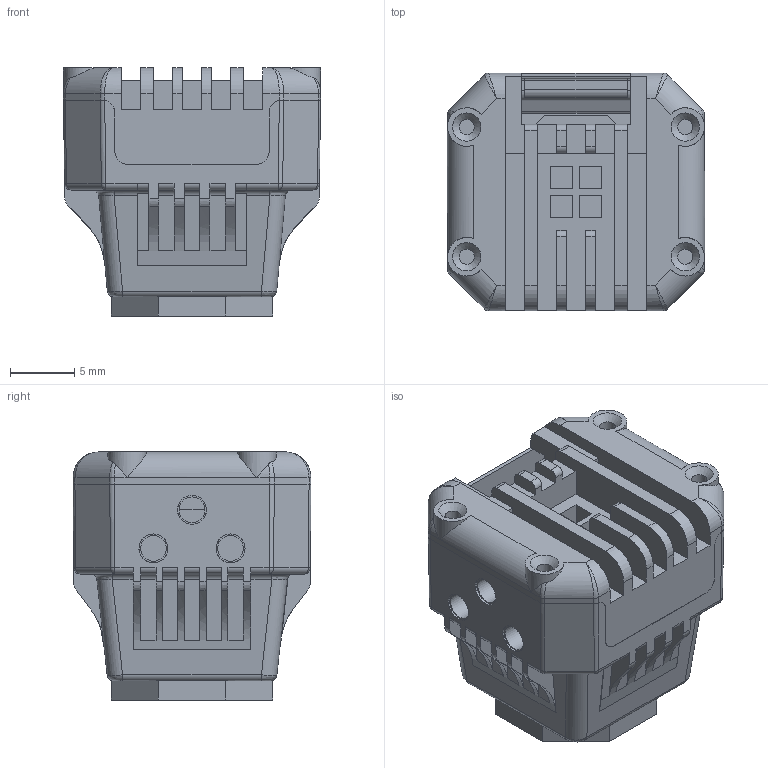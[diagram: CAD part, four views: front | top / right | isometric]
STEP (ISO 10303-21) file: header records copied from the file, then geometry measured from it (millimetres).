
FILE_DESCRIPTION(/* description */ (''),/* implementation_level */ '2;1');
FILE_NAME(/* name */ 'O4 CAM Case 20mm v7.step',/* time_stamp */ '2025-07-09T14:17:05+02:00',/* author */ (''),/* organization */ (''),/* preprocessor_version */ 'ST-DEVELOPER v20.1',/* originating_system */ 'Autodesk Translation Framework v14.10.0.0',/* authorisation */ '');
FILE_SCHEMA (('AUTOMOTIVE_DESIGN { 1 0 10303 214 3 1 1 }'));
Length unit declared in the file: millimetre
Products named in the file (2): O4 CAM Case 20mm; Komponente1
Assembly tree (1 placements, depth 2):
  O4 CAM Case 20mm
    Komponente1
Bounding box: 20 x 18.5 x 19.3 mm (x, y, z)
Volume: 1468 mm3; surface area: 4275.8 mm2
Topology: 2 solids, 2 shells, 547 faces, 1462 edges, 934 vertices
Faces by surface type: plane 289, cylinder 183, bspline 55, sphere 16, cone 4
Full cylindrical faces by diameter (mm): 1.2 x4, 2 x6, 2.25 x6, 2.85 x6, 9 x1, 9.6 x1
Entity records: 19782 total; most frequent: CARTESIAN_POINT 6246, ORIENTED_EDGE 2916, DIRECTION 2695, EDGE_CURVE 1458, VERTEX_POINT 934, AXIS2_PLACEMENT_3D 915, LINE 865, VECTOR 865
